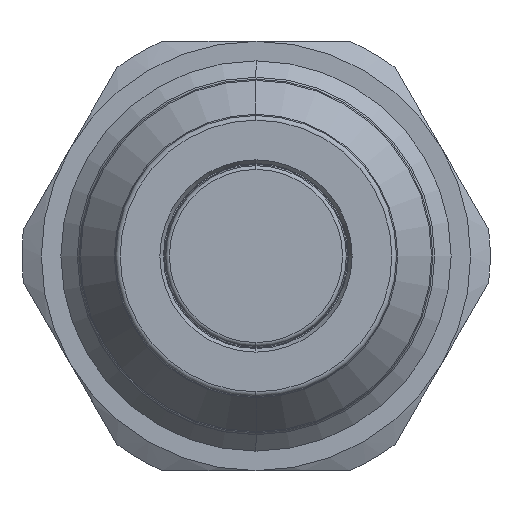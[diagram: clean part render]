
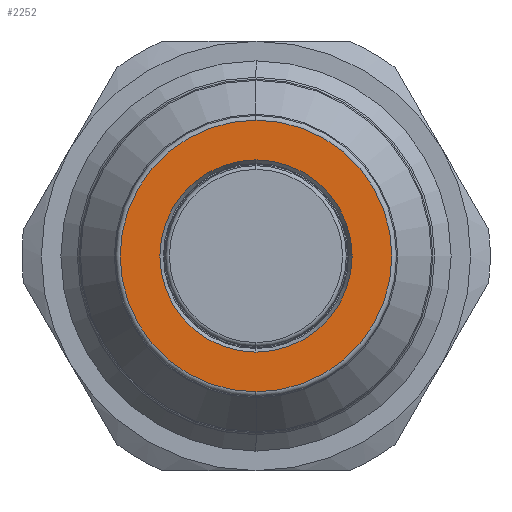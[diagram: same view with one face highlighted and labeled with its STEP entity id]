
A CAD part, left-side view. The second image highlights one B-rep face of the part: STEP entity #2252.
In plain terms, the highlighted planar face has unit normal (-1, 0, 0).
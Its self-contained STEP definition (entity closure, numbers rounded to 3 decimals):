
#6 = CARTESIAN_POINT ( 'NONE',  ( 0., 0., 17.4 ) ) ;
#180 = CARTESIAN_POINT ( 'NONE',  ( 0., 0., -17.4 ) ) ;
#281 = DIRECTION ( 'NONE',  ( 0., 0., 1. ) ) ;
#282 = DIRECTION ( 'NONE',  ( -1., 0., 0. ) ) ;
#286 = CARTESIAN_POINT ( 'NONE',  ( 0., 12.312, 0. ) ) ;
#297 = PLANE ( 'NONE',  #1936 ) ;
#626 = FACE_OUTER_BOUND ( 'NONE', #1994, .T. ) ;
#627 = FACE_BOUND ( 'NONE', #2081, .T. ) ;
#896 = ORIENTED_EDGE ( 'NONE', *, *, #1232, .T. ) ;
#897 = ORIENTED_EDGE ( 'NONE', *, *, #1220, .F. ) ;
#953 = ORIENTED_EDGE ( 'NONE', *, *, #1219, .T. ) ;
#954 = ORIENTED_EDGE ( 'NONE', *, *, #1228, .F. ) ;
#1140 = CIRCLE ( 'NONE', #1304, 17.4 ) ;
#1145 = CIRCLE ( 'NONE', #1301, 12.312 ) ;
#1161 = CIRCLE ( 'NONE', #1296, 12.312 ) ;
#1163 = CIRCLE ( 'NONE', #1295, 17.4 ) ;
#1219 = EDGE_CURVE ( 'NONE', #1822, #1818, #1163, .T. ) ;
#1220 = EDGE_CURVE ( 'NONE', #1617, #1616, #1161, .T. ) ;
#1228 = EDGE_CURVE ( 'NONE', #1616, #1617, #1145, .T. ) ;
#1232 = EDGE_CURVE ( 'NONE', #1818, #1822, #1140, .T. ) ;
#1295 = AXIS2_PLACEMENT_3D ( 'NONE', #1803, #1802, #1804 ) ;
#1296 = AXIS2_PLACEMENT_3D ( 'NONE', #1807, #1805, #1806 ) ;
#1301 = AXIS2_PLACEMENT_3D ( 'NONE', #1829, #1828, #1827 ) ;
#1304 = AXIS2_PLACEMENT_3D ( 'NONE', #1534, #1844, #1838 ) ;
#1353 = CARTESIAN_POINT ( 'NONE',  ( 0., 0., 12.312 ) ) ;
#1359 = CARTESIAN_POINT ( 'NONE',  ( 0., 0., -12.312 ) ) ;
#1534 = CARTESIAN_POINT ( 'NONE',  ( 0., 0., 0. ) ) ;
#1616 = VERTEX_POINT ( 'NONE', #1359 ) ;
#1617 = VERTEX_POINT ( 'NONE', #1353 ) ;
#1802 = DIRECTION ( 'NONE',  ( -1., 0., 0. ) ) ;
#1803 = CARTESIAN_POINT ( 'NONE',  ( 0., 0., 0. ) ) ;
#1804 = DIRECTION ( 'NONE',  ( 0., 0., 1. ) ) ;
#1805 = DIRECTION ( 'NONE',  ( -1., 0., 0. ) ) ;
#1806 = DIRECTION ( 'NONE',  ( 0., 0., 1. ) ) ;
#1807 = CARTESIAN_POINT ( 'NONE',  ( 0., 0., 0. ) ) ;
#1818 = VERTEX_POINT ( 'NONE', #6 ) ;
#1822 = VERTEX_POINT ( 'NONE', #180 ) ;
#1827 = DIRECTION ( 'NONE',  ( 0., 0., 1. ) ) ;
#1828 = DIRECTION ( 'NONE',  ( -1., 0., 0. ) ) ;
#1829 = CARTESIAN_POINT ( 'NONE',  ( 0., 0., 0. ) ) ;
#1838 = DIRECTION ( 'NONE',  ( 0., 0., 1. ) ) ;
#1844 = DIRECTION ( 'NONE',  ( -1., 0., 0. ) ) ;
#1936 = AXIS2_PLACEMENT_3D ( 'NONE', #286, #282, #281 ) ;
#1994 = EDGE_LOOP ( 'NONE', ( #896, #953 ) ) ;
#2081 = EDGE_LOOP ( 'NONE', ( #897, #954 ) ) ;
#2252 = ADVANCED_FACE ( 'NONE', ( #626, #627 ), #297, .T. ) ;
